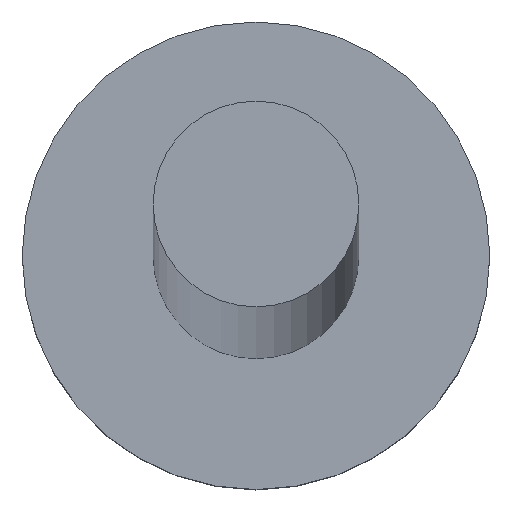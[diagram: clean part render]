
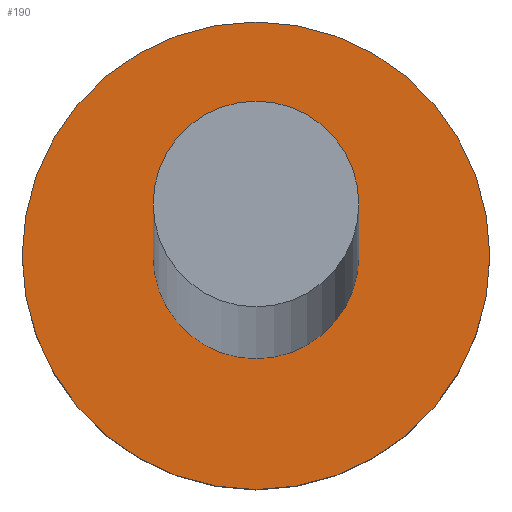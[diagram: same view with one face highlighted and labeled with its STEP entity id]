
A CAD part, top view. The second image highlights one B-rep face of the part: STEP entity #190.
In plain terms, the highlighted planar face has unit normal (0, 0, 1).
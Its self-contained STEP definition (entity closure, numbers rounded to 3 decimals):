
#9 = EDGE_LOOP ( 'NONE', ( #45, #143 ) ) ;
#12 = AXIS2_PLACEMENT_3D ( 'NONE', #184, #169, #216 ) ;
#29 = AXIS2_PLACEMENT_3D ( 'NONE', #235, #83, #255 ) ;
#36 = CARTESIAN_POINT ( 'NONE',  ( 1.25, 0., 1.2 ) ) ;
#45 = ORIENTED_EDGE ( 'NONE', *, *, #245, .T. ) ;
#54 = EDGE_CURVE ( 'NONE', #105, #120, #75, .T. ) ;
#69 = EDGE_CURVE ( 'NONE', #124, #152, #241, .T. ) ;
#71 = CARTESIAN_POINT ( 'NONE',  ( 0.55, 0., 1.2 ) ) ;
#73 = DIRECTION ( 'NONE',  ( 1., 0., 0. ) ) ;
#75 = CIRCLE ( 'NONE', #218, 1.25 ) ;
#83 = DIRECTION ( 'NONE',  ( 0., 0., 1. ) ) ;
#84 = CARTESIAN_POINT ( 'NONE',  ( -1.25, 0., 1.2 ) ) ;
#85 = CARTESIAN_POINT ( 'NONE',  ( 0., 0., 1.2 ) ) ;
#97 = AXIS2_PLACEMENT_3D ( 'NONE', #85, #150, #128 ) ;
#103 = ORIENTED_EDGE ( 'NONE', *, *, #188, .F. ) ;
#105 = VERTEX_POINT ( 'NONE', #36 ) ;
#117 = DIRECTION ( 'NONE',  ( 0., 0., 1. ) ) ;
#120 = VERTEX_POINT ( 'NONE', #84 ) ;
#124 = VERTEX_POINT ( 'NONE', #71 ) ;
#128 = DIRECTION ( 'NONE',  ( 1., 0., 0. ) ) ;
#133 = ORIENTED_EDGE ( 'NONE', *, *, #69, .F. ) ;
#143 = ORIENTED_EDGE ( 'NONE', *, *, #54, .T. ) ;
#150 = DIRECTION ( 'NONE',  ( 0., 0., 1. ) ) ;
#152 = VERTEX_POINT ( 'NONE', #162 ) ;
#162 = CARTESIAN_POINT ( 'NONE',  ( -0.55, 0., 1.2 ) ) ;
#165 = CARTESIAN_POINT ( 'NONE',  ( 0., 0., 1.2 ) ) ;
#167 = EDGE_LOOP ( 'NONE', ( #103, #133 ) ) ;
#169 = DIRECTION ( 'NONE',  ( 0., 0., 1. ) ) ;
#172 = CIRCLE ( 'NONE', #12, 1.25 ) ;
#184 = CARTESIAN_POINT ( 'NONE',  ( 0., 0., 1.2 ) ) ;
#188 = EDGE_CURVE ( 'NONE', #152, #124, #251, .T. ) ;
#190 = ADVANCED_FACE ( 'NONE', ( #239, #237 ), #197, .T. ) ;
#194 = CARTESIAN_POINT ( 'NONE',  ( 0., 0., 1.2 ) ) ;
#197 = PLANE ( 'NONE',  #97 ) ;
#207 = DIRECTION ( 'NONE',  ( 1., 0., 0. ) ) ;
#216 = DIRECTION ( 'NONE',  ( 1., 0., 0. ) ) ;
#218 = AXIS2_PLACEMENT_3D ( 'NONE', #165, #233, #207 ) ;
#233 = DIRECTION ( 'NONE',  ( 0., 0., 1. ) ) ;
#235 = CARTESIAN_POINT ( 'NONE',  ( 0., 0., 1.2 ) ) ;
#237 = FACE_OUTER_BOUND ( 'NONE', #9, .T. ) ;
#239 = FACE_BOUND ( 'NONE', #167, .T. ) ;
#241 = CIRCLE ( 'NONE', #247, 0.55 ) ;
#245 = EDGE_CURVE ( 'NONE', #120, #105, #172, .T. ) ;
#247 = AXIS2_PLACEMENT_3D ( 'NONE', #194, #117, #73 ) ;
#251 = CIRCLE ( 'NONE', #29, 0.55 ) ;
#255 = DIRECTION ( 'NONE',  ( 1., 0., 0. ) ) ;
